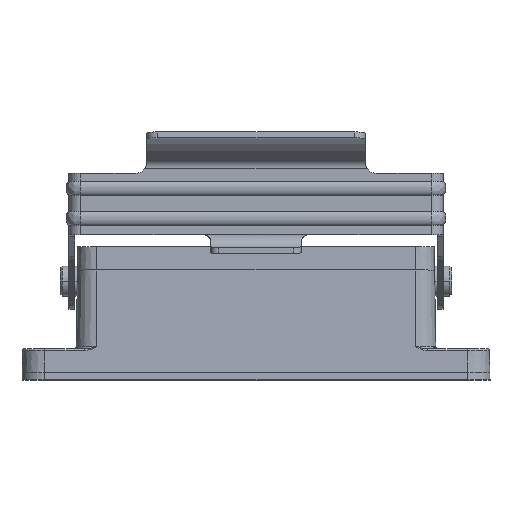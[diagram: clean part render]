
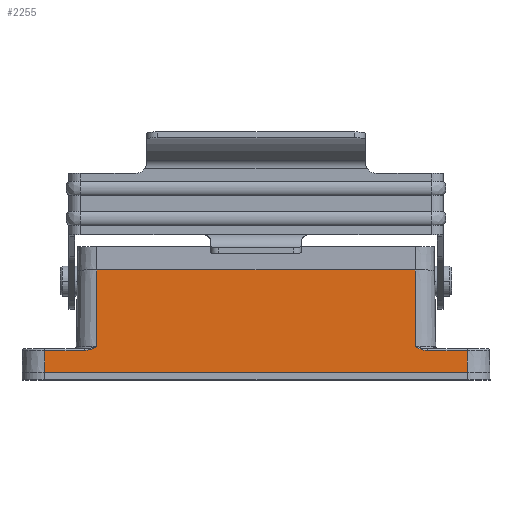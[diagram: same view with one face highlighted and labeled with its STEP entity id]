
A CAD part, top view. The second image highlights one B-rep face of the part: STEP entity #2255.
In plain terms, the highlighted planar face has unit normal (0, 0.018, 1).
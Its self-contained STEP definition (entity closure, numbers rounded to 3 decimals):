
#33 = ORIENTED_EDGE ( 'NONE', *, *, #8182, .T. ) ;
#44 = CARTESIAN_POINT ( 'NONE',  ( -45.655, -27.591, 42.142 ) ) ;
#260 = VERTEX_POINT ( 'NONE', #6506 ) ;
#290 = DIRECTION ( 'NONE',  ( 0., -1., 0.017 ) ) ;
#365 = PLANE ( 'NONE',  #8599 ) ;
#623 = CARTESIAN_POINT ( 'NONE',  ( 45.655, -27.591, 42.142 ) ) ;
#636 = ORIENTED_EDGE ( 'NONE', *, *, #7182, .F. ) ;
#651 = CARTESIAN_POINT ( 'NONE',  ( 43.43, -27.067, 42.132 ) ) ;
#900 = CARTESIAN_POINT ( 'NONE',  ( -56.25, -27.591, 42.142 ) ) ;
#1031 = DIRECTION ( 'NONE',  ( 0., -1., 0.017 ) ) ;
#1173 = CARTESIAN_POINT ( 'NONE',  ( 42.375, -6.15, 41.767 ) ) ;
#1229 = LINE ( 'NONE', #9785, #6930 ) ;
#1320 = DIRECTION ( 'NONE',  ( -1., 0., 0. ) ) ;
#1409 = B_SPLINE_CURVE_WITH_KNOTS ( 'NONE', 3,
 ( #2257, #7073, #3062, #8654, #3860, #9378, #4687, #10143 ),
 .UNSPECIFIED., .F., .F.,
 ( 4, 2, 2, 4 ),
 ( 0., 0.002, 0.003, 0.003 ),
 .UNSPECIFIED. ) ;
#1426 = CARTESIAN_POINT ( 'NONE',  ( 45.364, -27.591, 42.142 ) ) ;
#1465 = CARTESIAN_POINT ( 'NONE',  ( 42.636, -26.726, 42.127 ) ) ;
#1609 = VECTOR ( 'NONE', #1320, 1000. ) ;
#1724 = VERTEX_POINT ( 'NONE', #3333 ) ;
#2006 = DIRECTION ( 'NONE',  ( 0., -1., 0.017 ) ) ;
#2172 = CARTESIAN_POINT ( 'NONE',  ( -56.25, -33.4, 42.243 ) ) ;
#2255 = ADVANCED_FACE ( 'NONE', ( #8655 ), #365, .T. ) ;
#2257 = CARTESIAN_POINT ( 'NONE',  ( -42.375, -26.609, 42.124 ) ) ;
#2339 = VERTEX_POINT ( 'NONE', #6079 ) ;
#2447 = EDGE_CURVE ( 'NONE', #260, #6210, #4287, .T. ) ;
#2484 = CARTESIAN_POINT ( 'NONE',  ( 45.655, -27.591, 42.142 ) ) ;
#2498 = VECTOR ( 'NONE', #290, 1000. ) ;
#3025 = VERTEX_POINT ( 'NONE', #2172 ) ;
#3062 = CARTESIAN_POINT ( 'NONE',  ( -43.425, -27.079, 42.133 ) ) ;
#3277 = CARTESIAN_POINT ( 'NONE',  ( 56.25, -33.4, 42.243 ) ) ;
#3290 = LINE ( 'NONE', #900, #5417 ) ;
#3315 = CARTESIAN_POINT ( 'NONE',  ( -42.375, -6.15, 41.767 ) ) ;
#3333 = CARTESIAN_POINT ( 'NONE',  ( 56.25, -27.591, 42.142 ) ) ;
#3585 = DIRECTION ( 'NONE',  ( -1., 0., 0. ) ) ;
#3751 = LINE ( 'NONE', #6136, #1609 ) ;
#3793 = ORIENTED_EDGE ( 'NONE', *, *, #7660, .T. ) ;
#3860 = CARTESIAN_POINT ( 'NONE',  ( -44.52, -27.438, 42.139 ) ) ;
#4017 = ORIENTED_EDGE ( 'NONE', *, *, #2447, .F. ) ;
#4094 = VERTEX_POINT ( 'NONE', #3277 ) ;
#4287 = LINE ( 'NONE', #7641, #6171 ) ;
#4630 = LINE ( 'NONE', #9061, #2498 ) ;
#4687 = CARTESIAN_POINT ( 'NONE',  ( -45.364, -27.591, 42.142 ) ) ;
#4701 = CARTESIAN_POINT ( 'NONE',  ( 44.52, -27.438, 42.139 ) ) ;
#4947 = EDGE_CURVE ( 'NONE', #4094, #3025, #5983, .T. ) ;
#5129 = ORIENTED_EDGE ( 'NONE', *, *, #7715, .T. ) ;
#5207 = CARTESIAN_POINT ( 'NONE',  ( -42.375, -6.15, 41.767 ) ) ;
#5417 = VECTOR ( 'NONE', #8170, 1000. ) ;
#5483 = CARTESIAN_POINT ( 'NONE',  ( 43.698, -27.172, 42.134 ) ) ;
#5910 = VECTOR ( 'NONE', #6176, 1000. ) ;
#5983 = LINE ( 'NONE', #6805, #6231 ) ;
#6012 = CARTESIAN_POINT ( 'NONE',  ( -42.375, 0., 41.66 ) ) ;
#6079 = CARTESIAN_POINT ( 'NONE',  ( -56.25, -27.591, 42.142 ) ) ;
#6099 = DIRECTION ( 'NONE',  ( 0., 1., -0.017 ) ) ;
#6134 = VECTOR ( 'NONE', #9884, 1000. ) ;
#6136 = CARTESIAN_POINT ( 'NONE',  ( 42.375, -27.591, 42.142 ) ) ;
#6171 = VECTOR ( 'NONE', #6099, 1000. ) ;
#6176 = DIRECTION ( 'NONE',  ( 0., 1., -0.017 ) ) ;
#6181 = ORIENTED_EDGE ( 'NONE', *, *, #9297, .T. ) ;
#6190 = VERTEX_POINT ( 'NONE', #6523 ) ;
#6210 = VERTEX_POINT ( 'NONE', #3315 ) ;
#6231 = VECTOR ( 'NONE', #3585, 1000. ) ;
#6318 = CARTESIAN_POINT ( 'NONE',  ( 42.9, -26.844, 42.129 ) ) ;
#6506 = CARTESIAN_POINT ( 'NONE',  ( -42.375, -26.609, 42.124 ) ) ;
#6523 = CARTESIAN_POINT ( 'NONE',  ( 42.375, -26.609, 42.124 ) ) ;
#6738 = B_SPLINE_CURVE_WITH_KNOTS ( 'NONE', 3,
 ( #623, #1426, #9389, #4701, #10152, #5483, #651, #6318, #1465, #7107 ),
 .UNSPECIFIED., .F., .F.,
 ( 4, 2, 2, 2, 4 ),
 ( 0., 0.001, 0.002, 0.003, 0.003 ),
 .UNSPECIFIED. ) ;
#6805 = CARTESIAN_POINT ( 'NONE',  ( -42.375, -33.4, 42.243 ) ) ;
#6831 = DIRECTION ( 'NONE',  ( 0., 0.017, 1. ) ) ;
#6930 = VECTOR ( 'NONE', #1031, 1000. ) ;
#7073 = CARTESIAN_POINT ( 'NONE',  ( -42.9, -26.844, 42.129 ) ) ;
#7103 = ORIENTED_EDGE ( 'NONE', *, *, #8823, .T. ) ;
#7107 = CARTESIAN_POINT ( 'NONE',  ( 42.375, -26.609, 42.124 ) ) ;
#7182 = EDGE_CURVE ( 'NONE', #1724, #4094, #4630, .T. ) ;
#7413 = ORIENTED_EDGE ( 'NONE', *, *, #4947, .F. ) ;
#7641 = CARTESIAN_POINT ( 'NONE',  ( -42.375, 0., 41.66 ) ) ;
#7648 = EDGE_CURVE ( 'NONE', #1724, #10010, #3751, .T. ) ;
#7660 = EDGE_CURVE ( 'NONE', #6190, #9401, #10025, .T. ) ;
#7715 = EDGE_CURVE ( 'NONE', #10010, #6190, #6738, .T. ) ;
#8170 = DIRECTION ( 'NONE',  ( -1., 0., 0. ) ) ;
#8182 = EDGE_CURVE ( 'NONE', #9401, #6210, #8502, .T. ) ;
#8325 = EDGE_CURVE ( 'NONE', #260, #8481, #1409, .T. ) ;
#8410 = EDGE_LOOP ( 'NONE', ( #7413, #636, #9023, #5129, #3793, #33, #4017, #9725, #7103, #6181 ) ) ;
#8481 = VERTEX_POINT ( 'NONE', #44 ) ;
#8502 = LINE ( 'NONE', #5207, #6134 ) ;
#8599 = AXIS2_PLACEMENT_3D ( 'NONE', #6012, #6831, #2006 ) ;
#8654 = CARTESIAN_POINT ( 'NONE',  ( -44.243, -27.358, 42.138 ) ) ;
#8655 = FACE_OUTER_BOUND ( 'NONE', #8410, .T. ) ;
#8823 = EDGE_CURVE ( 'NONE', #8481, #2339, #3290, .T. ) ;
#9023 = ORIENTED_EDGE ( 'NONE', *, *, #7648, .T. ) ;
#9061 = CARTESIAN_POINT ( 'NONE',  ( 56.25, -35.3, 42.276 ) ) ;
#9260 = CARTESIAN_POINT ( 'NONE',  ( 42.375, 0., 41.66 ) ) ;
#9297 = EDGE_CURVE ( 'NONE', #2339, #3025, #1229, .T. ) ;
#9378 = CARTESIAN_POINT ( 'NONE',  ( -45.081, -27.554, 42.141 ) ) ;
#9389 = CARTESIAN_POINT ( 'NONE',  ( 45.081, -27.554, 42.141 ) ) ;
#9401 = VERTEX_POINT ( 'NONE', #1173 ) ;
#9725 = ORIENTED_EDGE ( 'NONE', *, *, #8325, .T. ) ;
#9785 = CARTESIAN_POINT ( 'NONE',  ( -56.25, -35.3, 42.276 ) ) ;
#9884 = DIRECTION ( 'NONE',  ( -1., 0., 0. ) ) ;
#10010 = VERTEX_POINT ( 'NONE', #2484 ) ;
#10025 = LINE ( 'NONE', #9260, #5910 ) ;
#10143 = CARTESIAN_POINT ( 'NONE',  ( -45.655, -27.591, 42.142 ) ) ;
#10152 = CARTESIAN_POINT ( 'NONE',  ( 44.243, -27.358, 42.138 ) ) ;
